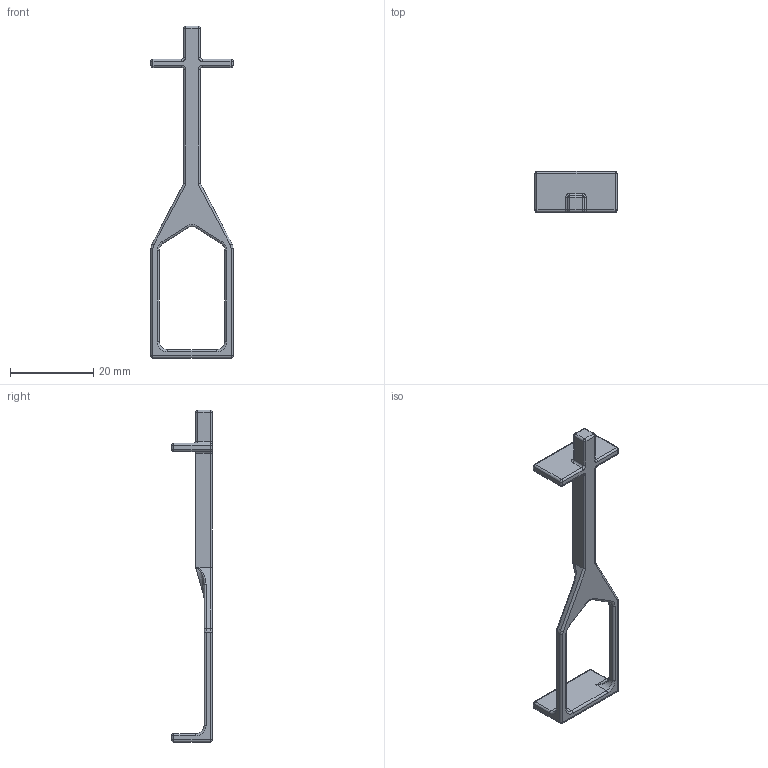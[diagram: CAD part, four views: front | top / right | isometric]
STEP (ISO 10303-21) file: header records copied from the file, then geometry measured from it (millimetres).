
FILE_DESCRIPTION(/* description */ (''),/* implementation_level */ '2;1');
FILE_NAME(/* name */ 'CNS-Holder-80mm-V1.stp',/* time_stamp */ '2018-03-02T10:56:22+01:00',/* author */ ('voigt'),/* organization */ (''),/* preprocessor_version */ 'ST-DEVELOPER v16.1',/* originating_system */ 'Autodesk Inventor 2016',/* authorisation */ '');
FILE_SCHEMA (('AUTOMOTIVE_DESIGN { 1 0 10303 214 3 1 1 }'));
Length unit declared in the file: millimetre
Products named in the file (1): CNS-Holder-80mm-V1
Bounding box: 19.8 x 9.8 x 80 mm (x, y, z)
Volume: 1840.7 mm3; surface area: 2214.4 mm2
Topology: 1 solids, 1 shells, 136 faces, 299 edges, 162 vertices
Faces by surface type: cylinder 66, plane 26, torus 20, sphere 18, bspline 6
Entity records: 3899 total; most frequent: CARTESIAN_POINT 856, DIRECTION 699, ORIENTED_EDGE 594, EDGE_CURVE 297, AXIS2_PLACEMENT_3D 279, VERTEX_POINT 162, LINE 141, VECTOR 141
